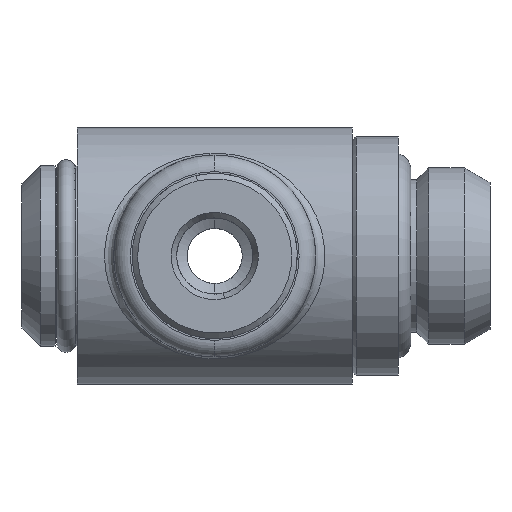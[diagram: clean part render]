
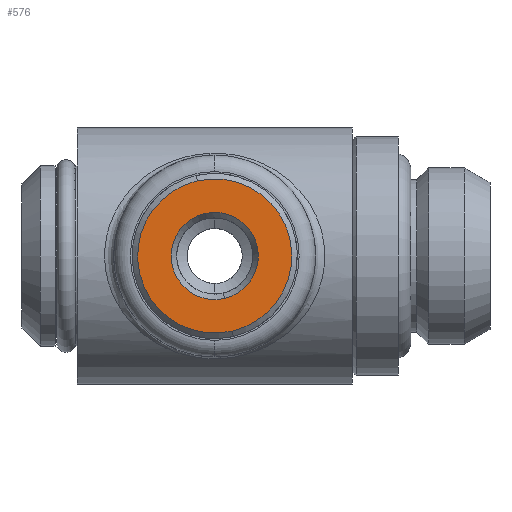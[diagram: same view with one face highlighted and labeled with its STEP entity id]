
A CAD part, left-side view. The second image highlights one B-rep face of the part: STEP entity #576.
In plain terms, the highlighted planar face has unit normal (-1, 0, 0).
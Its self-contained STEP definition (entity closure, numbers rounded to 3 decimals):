
#566 = EDGE_LOOP ( 'NONE', ( #588, #608 ) ) ;
#576 = ADVANCED_FACE ( 'NONE', ( #4184, #4183 ), #4032, .T. ) ;
#588 = ORIENTED_EDGE ( 'NONE', *, *, #985, .T. ) ;
#591 = EDGE_CURVE ( 'NONE', #955, #958, #3390, .T. ) ;
#603 = EDGE_CURVE ( 'NONE', #974, #1017, #3424, .T. ) ;
#604 = EDGE_LOOP ( 'NONE', ( #615, #616 ) ) ;
#608 = ORIENTED_EDGE ( 'NONE', *, *, #603, .T. ) ;
#615 = ORIENTED_EDGE ( 'NONE', *, *, #957, .F. ) ;
#616 = ORIENTED_EDGE ( 'NONE', *, *, #591, .F. ) ;
#955 = VERTEX_POINT ( 'NONE', #5298 ) ;
#957 = EDGE_CURVE ( 'NONE', #958, #955, #5311, .T. ) ;
#958 = VERTEX_POINT ( 'NONE', #5327 ) ;
#974 = VERTEX_POINT ( 'NONE', #5417 ) ;
#985 = EDGE_CURVE ( 'NONE', #1017, #974, #5402, .T. ) ;
#1017 = VERTEX_POINT ( 'NONE', #5510 ) ;
#3390 = CIRCLE ( 'NONE', #3450, 4.2 ) ;
#3420 = DIRECTION ( 'NONE',  ( 0., -0.226, -0.974 ) ) ;
#3421 = DIRECTION ( 'NONE',  ( 1., 0., 0. ) ) ;
#3422 = CARTESIAN_POINT ( 'NONE',  ( -20.6, 15., 0. ) ) ;
#3423 = AXIS2_PLACEMENT_3D ( 'NONE', #3422, #3421, #3420 ) ;
#3424 = CIRCLE ( 'NONE', #3423, 2.375 ) ;
#3447 = DIRECTION ( 'NONE',  ( 0., -0.226, -0.974 ) ) ;
#3448 = DIRECTION ( 'NONE',  ( 1., 0., 0. ) ) ;
#3449 = CARTESIAN_POINT ( 'NONE',  ( -20.6, 15., 0. ) ) ;
#3450 = AXIS2_PLACEMENT_3D ( 'NONE', #3449, #3448, #3447 ) ;
#4032 = PLANE ( 'NONE',  #4064 ) ;
#4061 = DIRECTION ( 'NONE',  ( 0., 0.226, 0.974 ) ) ;
#4062 = DIRECTION ( 'NONE',  ( -1., 0., 0. ) ) ;
#4063 = CARTESIAN_POINT ( 'NONE',  ( -20.6, 19.092, -0.948 ) ) ;
#4064 = AXIS2_PLACEMENT_3D ( 'NONE', #4063, #4062, #4061 ) ;
#4183 = FACE_OUTER_BOUND ( 'NONE', #604, .T. ) ;
#4184 = FACE_BOUND ( 'NONE', #566, .T. ) ;
#5298 = CARTESIAN_POINT ( 'NONE',  ( -20.6, 15.948, 4.092 ) ) ;
#5309 = DIRECTION ( 'NONE',  ( 1., 0., 0. ) ) ;
#5310 = AXIS2_PLACEMENT_3D ( 'NONE', #5312, #5309, #5328 ) ;
#5311 = CIRCLE ( 'NONE', #5310, 4.2 ) ;
#5312 = CARTESIAN_POINT ( 'NONE',  ( -20.6, 15., 0. ) ) ;
#5327 = CARTESIAN_POINT ( 'NONE',  ( -20.6, 14.052, -4.092 ) ) ;
#5328 = DIRECTION ( 'NONE',  ( 0., -0.226, -0.974 ) ) ;
#5398 = DIRECTION ( 'NONE',  ( 0., -0.226, -0.974 ) ) ;
#5399 = DIRECTION ( 'NONE',  ( 1., 0., 0. ) ) ;
#5400 = CARTESIAN_POINT ( 'NONE',  ( -20.6, 15., 0. ) ) ;
#5401 = AXIS2_PLACEMENT_3D ( 'NONE', #5400, #5399, #5398 ) ;
#5402 = CIRCLE ( 'NONE', #5401, 2.375 ) ;
#5417 = CARTESIAN_POINT ( 'NONE',  ( -20.6, 14.464, -2.314 ) ) ;
#5510 = CARTESIAN_POINT ( 'NONE',  ( -20.6, 15.536, 2.314 ) ) ;
